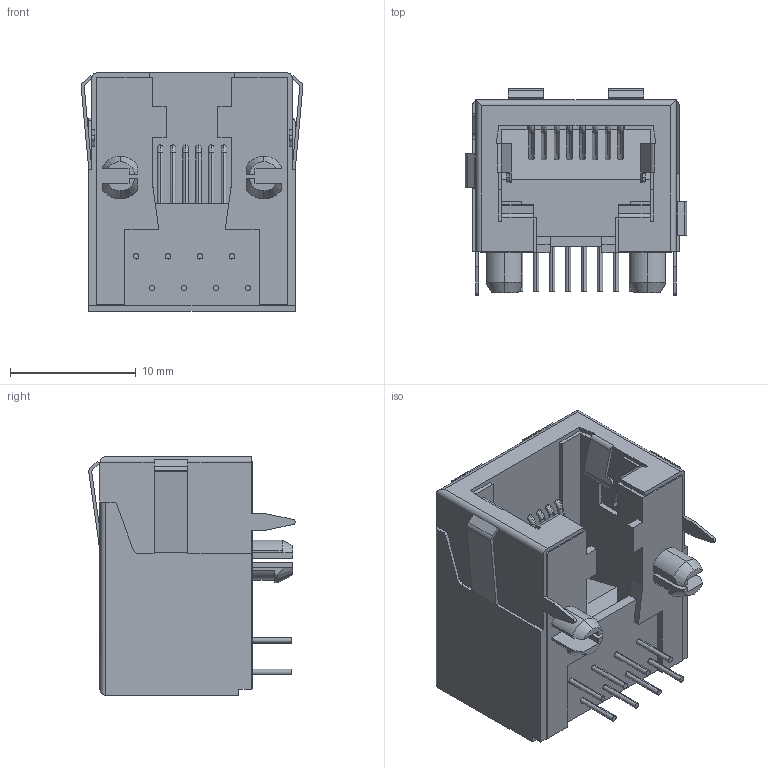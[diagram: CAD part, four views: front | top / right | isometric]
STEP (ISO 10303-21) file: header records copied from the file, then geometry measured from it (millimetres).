
FILE_DESCRIPTION(('STEP AP203'),'1');
FILE_NAME('2-5338556-1.stp','2021-02-17T08:11:12',('TraceParts'),('TraceParts S.A.'),'Spatial InterOp 3D',' ',' ');
FILE_SCHEMA(('CONFIG_CONTROL_DESIGN'));
Length unit declared in the file: millimetre
Products named in the file (1): 1
Bounding box: 17.65 x 16.45 x 19 mm (x, y, z)
Volume: 2406.5 mm3; surface area: 2425.7 mm2
Topology: 1 solids, 1 shells, 305 faces, 867 edges, 568 vertices
Faces by surface type: plane 190, cylinder 91, torus 16, cone 8
Entity records: 10989 total; most frequent: CARTESIAN_POINT 2915, ORIENTED_EDGE 1734, DIRECTION 1600, EDGE_CURVE 867, LINE 620, VECTOR 620, VERTEX_POINT 568, AXIS2_PLACEMENT_3D 490
